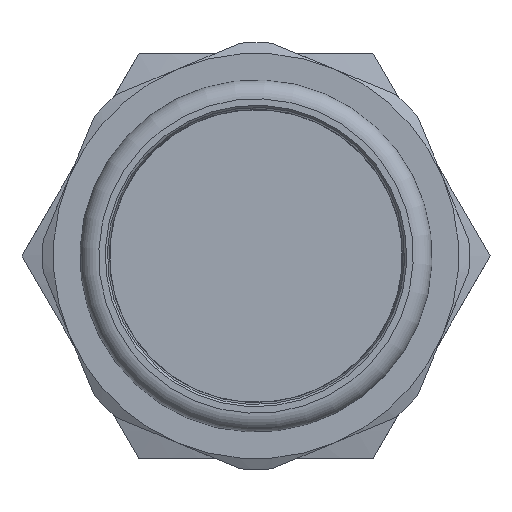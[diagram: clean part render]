
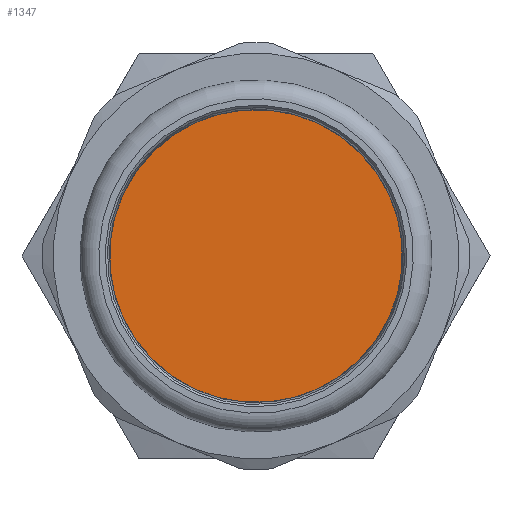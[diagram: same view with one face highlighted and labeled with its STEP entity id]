
A CAD part, left-side view. The second image highlights one B-rep face of the part: STEP entity #1347.
In plain terms, the highlighted planar face has unit normal (-1, 0, 0).
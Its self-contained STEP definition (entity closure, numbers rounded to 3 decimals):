
#131=CIRCLE('',#1500,27.1);
#260=FACE_OUTER_BOUND('',#353,.T.);
#353=EDGE_LOOP('',(#971));
#552=VERTEX_POINT('',#2369);
#699=EDGE_CURVE('',#552,#552,#131,.T.);
#971=ORIENTED_EDGE('',*,*,#699,.F.);
#1206=PLANE('',#1499);
#1347=ADVANCED_FACE('',(#260),#1206,.F.);
#1499=AXIS2_PLACEMENT_3D('',#2368,#1778,#1779);
#1500=AXIS2_PLACEMENT_3D('',#2370,#1780,#1781);
#1778=DIRECTION('center_axis',(1.,0.,0.));
#1779=DIRECTION('ref_axis',(0.,1.,0.));
#1780=DIRECTION('center_axis',(1.,0.,0.));
#1781=DIRECTION('ref_axis',(0.,-0.2,0.98));
#2368=CARTESIAN_POINT('Origin',(34.8,31.3,0.));
#2369=CARTESIAN_POINT('',(34.8,26.204,-6.91));
#2370=CARTESIAN_POINT('Origin',(34.8,0.,0.));
